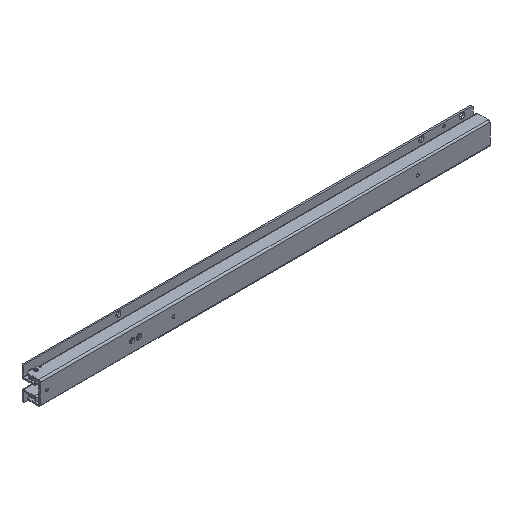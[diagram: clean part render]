
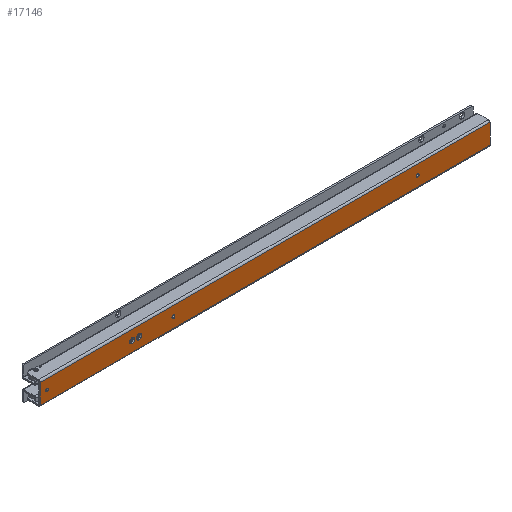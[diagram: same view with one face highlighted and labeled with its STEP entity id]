
A CAD part, isometric view. The second image highlights one B-rep face of the part: STEP entity #17146.
In plain terms, the highlighted face is planar.
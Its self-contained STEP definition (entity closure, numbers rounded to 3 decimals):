
#45 = CARTESIAN_POINT ( 'NONE',  ( 980., 0., 0. ) ) ;
#61 = ORIENTED_EDGE ( 'NONE', *, *, #9399, .T. ) ;
#278 = FACE_OUTER_BOUND ( 'NONE', #19572, .T. ) ;
#282 = DIRECTION ( 'NONE',  ( 0., 1., 0. ) ) ;
#718 = AXIS2_PLACEMENT_3D ( 'NONE', #5837, #7836, #1892 ) ;
#869 = VECTOR ( 'NONE', #14837, 1000. ) ;
#1320 = CARTESIAN_POINT ( 'NONE',  ( 995., 0., 58. ) ) ;
#1514 = VERTEX_POINT ( 'NONE', #22030 ) ;
#1626 = DIRECTION ( 'NONE',  ( 0., 1., 0. ) ) ;
#1666 = CARTESIAN_POINT ( 'NONE',  ( 0., 0., -22. ) ) ;
#1688 = VECTOR ( 'NONE', #19347, 1000. ) ;
#1801 = EDGE_CURVE ( 'NONE', #7250, #3631, #21541, .T. ) ;
#1892 = DIRECTION ( 'NONE',  ( 0., 0., -1. ) ) ;
#1945 = CIRCLE ( 'NONE', #12646, 5.75 ) ;
#1987 = ORIENTED_EDGE ( 'NONE', *, *, #11331, .F. ) ;
#2259 = CARTESIAN_POINT ( 'NONE',  ( 980., 0., 0. ) ) ;
#2578 = EDGE_LOOP ( 'NONE', ( #23575, #18080 ) ) ;
#3403 = ORIENTED_EDGE ( 'NONE', *, *, #1801, .T. ) ;
#3631 = VERTEX_POINT ( 'NONE', #16674 ) ;
#4363 = DIRECTION ( 'NONE',  ( 0., 0., 1. ) ) ;
#4520 = DIRECTION ( 'NONE',  ( 0., -1., 0. ) ) ;
#4964 = ORIENTED_EDGE ( 'NONE', *, *, #6178, .T. ) ;
#4980 = ORIENTED_EDGE ( 'NONE', *, *, #7676, .T. ) ;
#5485 = CIRCLE ( 'NONE', #17012, 3.15 ) ;
#5671 = VERTEX_POINT ( 'NONE', #20805 ) ;
#5837 = CARTESIAN_POINT ( 'NONE',  ( 995., 0., -58. ) ) ;
#5962 = CARTESIAN_POINT ( 'NONE',  ( 995., 0., -22. ) ) ;
#6178 = EDGE_CURVE ( 'NONE', #3631, #7250, #1945, .T. ) ;
#6371 = DIRECTION ( 'NONE',  ( 0., 0., -1. ) ) ;
#6478 = AXIS2_PLACEMENT_3D ( 'NONE', #18152, #8728, #20253 ) ;
#6826 = EDGE_CURVE ( 'NONE', #10026, #10746, #20199, .T. ) ;
#7080 = DIRECTION ( 'NONE',  ( 0., 0., 1. ) ) ;
#7211 = LINE ( 'NONE', #14555, #14463 ) ;
#7250 = VERTEX_POINT ( 'NONE', #19941 ) ;
#7390 = CIRCLE ( 'NONE', #15742, 3.15 ) ;
#7391 = EDGE_CURVE ( 'NONE', #10984, #15243, #22043, .T. ) ;
#7676 = EDGE_CURVE ( 'NONE', #23452, #5671, #11953, .T. ) ;
#7836 = DIRECTION ( 'NONE',  ( 0., -1., 0. ) ) ;
#7901 = EDGE_LOOP ( 'NONE', ( #1987, #15396 ) ) ;
#8311 = DIRECTION ( 'NONE',  ( 0., 0., 1. ) ) ;
#8728 = DIRECTION ( 'NONE',  ( 0., -1., 0. ) ) ;
#8840 = EDGE_CURVE ( 'NONE', #17155, #10984, #9698, .T. ) ;
#8995 = DIRECTION ( 'NONE',  ( 0., 0., -1. ) ) ;
#9030 = VERTEX_POINT ( 'NONE', #23315 ) ;
#9399 = EDGE_CURVE ( 'NONE', #5671, #23452, #17557, .T. ) ;
#9442 = EDGE_LOOP ( 'NONE', ( #4980, #61 ) ) ;
#9698 = LINE ( 'NONE', #13654, #1688 ) ;
#9730 = FACE_BOUND ( 'NONE', #9442, .T. ) ;
#9882 = CARTESIAN_POINT ( 'NONE',  ( 776., 0., 0. ) ) ;
#9921 = ORIENTED_EDGE ( 'NONE', *, *, #21289, .F. ) ;
#10004 = CARTESIAN_POINT ( 'NONE',  ( 791., 0., 0. ) ) ;
#10026 = VERTEX_POINT ( 'NONE', #17275 ) ;
#10218 = DIRECTION ( 'NONE',  ( 0., 1., 0. ) ) ;
#10746 = VERTEX_POINT ( 'NONE', #11873 ) ;
#10984 = VERTEX_POINT ( 'NONE', #1666 ) ;
#11296 = CARTESIAN_POINT ( 'NONE',  ( 700., 0., 3.15 ) ) ;
#11331 = EDGE_CURVE ( 'NONE', #23079, #1514, #13896, .T. ) ;
#11520 = AXIS2_PLACEMENT_3D ( 'NONE', #2259, #10218, #4363 ) ;
#11599 = FACE_BOUND ( 'NONE', #7901, .T. ) ;
#11735 = VERTEX_POINT ( 'NONE', #12985 ) ;
#11873 = CARTESIAN_POINT ( 'NONE',  ( 980., 0., -3.1 ) ) ;
#11953 = CIRCLE ( 'NONE', #17520, 5.75 ) ;
#12646 = AXIS2_PLACEMENT_3D ( 'NONE', #9882, #4520, #23140 ) ;
#12842 = LINE ( 'NONE', #1320, #22330 ) ;
#12848 = CARTESIAN_POINT ( 'NONE',  ( 0., 0., 22. ) ) ;
#12857 = CARTESIAN_POINT ( 'NONE',  ( 791., 0., 0. ) ) ;
#12985 = CARTESIAN_POINT ( 'NONE',  ( 700., 0., -3.15 ) ) ;
#12997 = CIRCLE ( 'NONE', #18547, 3.1 ) ;
#13191 = PLANE ( 'NONE',  #718 ) ;
#13654 = CARTESIAN_POINT ( 'NONE',  ( 995., 0., -22. ) ) ;
#13666 = ORIENTED_EDGE ( 'NONE', *, *, #17034, .F. ) ;
#13705 = CARTESIAN_POINT ( 'NONE',  ( 160., 0., 3.15 ) ) ;
#13727 = DIRECTION ( 'NONE',  ( 0., 0., 1. ) ) ;
#13888 = AXIS2_PLACEMENT_3D ( 'NONE', #18804, #21534, #13727 ) ;
#13896 = CIRCLE ( 'NONE', #15090, 3.15 ) ;
#13929 = EDGE_CURVE ( 'NONE', #9030, #17155, #12842, .T. ) ;
#14463 = VECTOR ( 'NONE', #14794, 1000. ) ;
#14555 = CARTESIAN_POINT ( 'NONE',  ( 995., 0., 22. ) ) ;
#14794 = DIRECTION ( 'NONE',  ( 1., 0., 0. ) ) ;
#14833 = DIRECTION ( 'NONE',  ( 0., -1., 0. ) ) ;
#14837 = DIRECTION ( 'NONE',  ( 0., 0., 1. ) ) ;
#15090 = AXIS2_PLACEMENT_3D ( 'NONE', #20243, #18390, #7080 ) ;
#15212 = ORIENTED_EDGE ( 'NONE', *, *, #8840, .T. ) ;
#15243 = VERTEX_POINT ( 'NONE', #12848 ) ;
#15396 = ORIENTED_EDGE ( 'NONE', *, *, #17453, .F. ) ;
#15742 = AXIS2_PLACEMENT_3D ( 'NONE', #22452, #1626, #18843 ) ;
#16001 = VERTEX_POINT ( 'NONE', #11296 ) ;
#16110 = DIRECTION ( 'NONE',  ( 0., 0., 1. ) ) ;
#16234 = DIRECTION ( 'NONE',  ( 0., 0., -1. ) ) ;
#16674 = CARTESIAN_POINT ( 'NONE',  ( 776., 0., 5.75 ) ) ;
#17012 = AXIS2_PLACEMENT_3D ( 'NONE', #23404, #24212, #16110 ) ;
#17034 = EDGE_CURVE ( 'NONE', #16001, #11735, #5485, .T. ) ;
#17146 = ADVANCED_FACE ( 'NONE', ( #24456, #9730, #11599, #18871, #24336, #278 ), #13191, .F. ) ;
#17155 = VERTEX_POINT ( 'NONE', #5962 ) ;
#17187 = AXIS2_PLACEMENT_3D ( 'NONE', #12857, #14833, #16234 ) ;
#17275 = CARTESIAN_POINT ( 'NONE',  ( 980., 0., 3.1 ) ) ;
#17448 = ORIENTED_EDGE ( 'NONE', *, *, #23202, .T. ) ;
#17453 = EDGE_CURVE ( 'NONE', #1514, #23079, #7390, .T. ) ;
#17520 = AXIS2_PLACEMENT_3D ( 'NONE', #10004, #17945, #6371 ) ;
#17531 = CARTESIAN_POINT ( 'NONE',  ( 791., 0., 5.75 ) ) ;
#17557 = CIRCLE ( 'NONE', #17187, 5.75 ) ;
#17945 = DIRECTION ( 'NONE',  ( 0., -1., 0. ) ) ;
#18080 = ORIENTED_EDGE ( 'NONE', *, *, #18932, .F. ) ;
#18121 = ORIENTED_EDGE ( 'NONE', *, *, #13929, .T. ) ;
#18152 = CARTESIAN_POINT ( 'NONE',  ( 776., 0., 0. ) ) ;
#18390 = DIRECTION ( 'NONE',  ( 0., 1., 0. ) ) ;
#18547 = AXIS2_PLACEMENT_3D ( 'NONE', #45, #282, #8311 ) ;
#18560 = CARTESIAN_POINT ( 'NONE',  ( 0., 0., 58. ) ) ;
#18804 = CARTESIAN_POINT ( 'NONE',  ( 700., 0., 0. ) ) ;
#18843 = DIRECTION ( 'NONE',  ( 0., 0., 1. ) ) ;
#18871 = FACE_BOUND ( 'NONE', #22343, .T. ) ;
#18932 = EDGE_CURVE ( 'NONE', #10746, #10026, #12997, .T. ) ;
#19347 = DIRECTION ( 'NONE',  ( -1., 0., 0. ) ) ;
#19572 = EDGE_LOOP ( 'NONE', ( #18121, #15212, #19688, #17448 ) ) ;
#19688 = ORIENTED_EDGE ( 'NONE', *, *, #7391, .T. ) ;
#19941 = CARTESIAN_POINT ( 'NONE',  ( 776., 0., -5.75 ) ) ;
#20199 = CIRCLE ( 'NONE', #11520, 3.1 ) ;
#20243 = CARTESIAN_POINT ( 'NONE',  ( 160., 0., 0. ) ) ;
#20253 = DIRECTION ( 'NONE',  ( 0., 0., -1. ) ) ;
#20805 = CARTESIAN_POINT ( 'NONE',  ( 791., 0., -5.75 ) ) ;
#21289 = EDGE_CURVE ( 'NONE', #11735, #16001, #21394, .T. ) ;
#21394 = CIRCLE ( 'NONE', #13888, 3.15 ) ;
#21534 = DIRECTION ( 'NONE',  ( 0., 1., 0. ) ) ;
#21541 = CIRCLE ( 'NONE', #6478, 5.75 ) ;
#22030 = CARTESIAN_POINT ( 'NONE',  ( 160., 0., -3.15 ) ) ;
#22043 = LINE ( 'NONE', #18560, #869 ) ;
#22330 = VECTOR ( 'NONE', #8995, 1000. ) ;
#22343 = EDGE_LOOP ( 'NONE', ( #13666, #9921 ) ) ;
#22452 = CARTESIAN_POINT ( 'NONE',  ( 160., 0., 0. ) ) ;
#23079 = VERTEX_POINT ( 'NONE', #13705 ) ;
#23140 = DIRECTION ( 'NONE',  ( 0., 0., -1. ) ) ;
#23202 = EDGE_CURVE ( 'NONE', #15243, #9030, #7211, .T. ) ;
#23315 = CARTESIAN_POINT ( 'NONE',  ( 995., 0., 22. ) ) ;
#23404 = CARTESIAN_POINT ( 'NONE',  ( 700., 0., 0. ) ) ;
#23452 = VERTEX_POINT ( 'NONE', #17531 ) ;
#23575 = ORIENTED_EDGE ( 'NONE', *, *, #6826, .F. ) ;
#23827 = EDGE_LOOP ( 'NONE', ( #4964, #3403 ) ) ;
#24212 = DIRECTION ( 'NONE',  ( 0., 1., 0. ) ) ;
#24336 = FACE_BOUND ( 'NONE', #2578, .T. ) ;
#24456 = FACE_BOUND ( 'NONE', #23827, .T. ) ;
